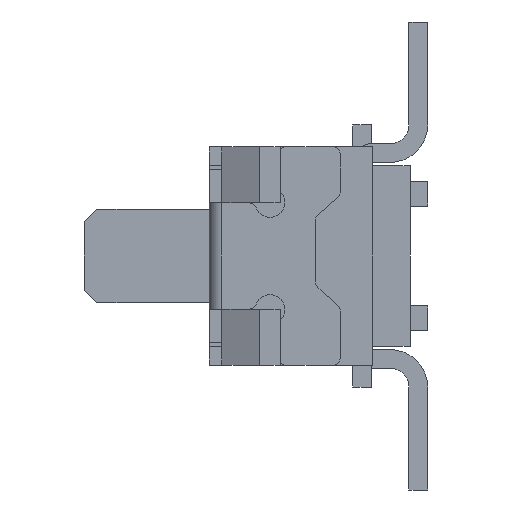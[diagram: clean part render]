
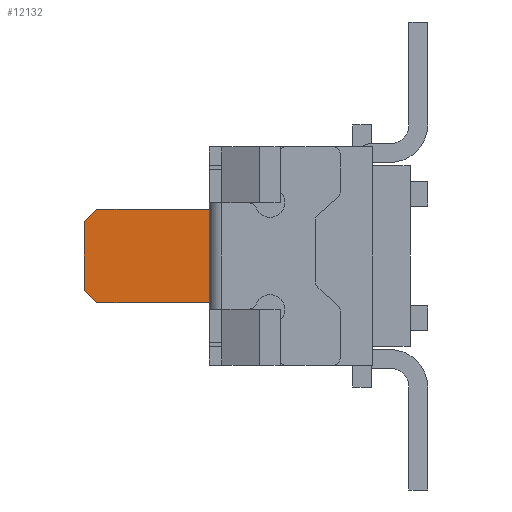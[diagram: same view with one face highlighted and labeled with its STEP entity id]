
A CAD part, left-side view. The second image highlights one B-rep face of the part: STEP entity #12132.
In plain terms, the highlighted planar face has unit normal (-1, 0, 0).
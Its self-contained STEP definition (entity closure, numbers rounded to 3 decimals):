
#1547 = VERTEX_POINT('',#1548);
#1548 = CARTESIAN_POINT('',(-1.75,5.22,0.55));
#1557 = PLANE('',#1558);
#1558 = AXIS2_PLACEMENT_3D('',#1559,#1560,#1561);
#1559 = CARTESIAN_POINT('',(-1.,5.12,0.65));
#1560 = DIRECTION('',(0.,0.707,0.707));
#1561 = DIRECTION('',(1.,0.,-0.));
#1569 = PLANE('',#1570);
#1570 = AXIS2_PLACEMENT_3D('',#1571,#1572,#1573);
#1571 = CARTESIAN_POINT('',(0.,5.22,0.));
#1572 = DIRECTION('',(0.,1.,0.));
#1573 = DIRECTION('',(1.,0.,-0.));
#1581 = EDGE_CURVE('',#1582,#1547,#1584,.T.);
#1582 = VERTEX_POINT('',#1583);
#1583 = CARTESIAN_POINT('',(-1.75,5.02,0.75));
#1584 = SURFACE_CURVE('',#1585,(#1589,#1596),.PCURVE_S1.);
#1585 = LINE('',#1586,#1587);
#1586 = CARTESIAN_POINT('',(-1.75,5.02,
    0.75));
#1587 = VECTOR('',#1588,1.);
#1588 = DIRECTION('',(0.,0.707,-0.707));
#1589 = PCURVE('',#1557,#1590);
#1590 = DEFINITIONAL_REPRESENTATION('',(#1591),#1595);
#1591 = LINE('',#1592,#1593);
#1592 = CARTESIAN_POINT('',(-0.75,-0.141));
#1593 = VECTOR('',#1594,1.);
#1594 = DIRECTION('',(0.,1.));
#1595 = ( GEOMETRIC_REPRESENTATION_CONTEXT(2) 
PARAMETRIC_REPRESENTATION_CONTEXT() REPRESENTATION_CONTEXT('2D SPACE',''
  ) );
#1596 = PCURVE('',#1597,#1602);
#1597 = PLANE('',#1598);
#1598 = AXIS2_PLACEMENT_3D('',#1599,#1600,#1601);
#1599 = CARTESIAN_POINT('',(-1.75,2.763,-0.75));
#1600 = DIRECTION('',(-1.,0.,0.));
#1601 = DIRECTION('',(0.,0.,1.));
#1602 = DEFINITIONAL_REPRESENTATION('',(#1603),#1607);
#1603 = LINE('',#1604,#1605);
#1604 = CARTESIAN_POINT('',(1.5,2.257));
#1605 = VECTOR('',#1606,1.);
#1606 = DIRECTION('',(-0.707,0.707));
#1607 = ( GEOMETRIC_REPRESENTATION_CONTEXT(2) 
PARAMETRIC_REPRESENTATION_CONTEXT() REPRESENTATION_CONTEXT('2D SPACE',''
  ) );
#1625 = PLANE('',#1626);
#1626 = AXIS2_PLACEMENT_3D('',#1627,#1628,#1629);
#1627 = CARTESIAN_POINT('',(-1.75,2.763,0.75));
#1628 = DIRECTION('',(0.,0.,1.));
#1629 = DIRECTION('',(1.,-0.,0.));
#1717 = PLANE('',#1718);
#1718 = AXIS2_PLACEMENT_3D('',#1719,#1720,#1721);
#1719 = CARTESIAN_POINT('',(0.,2.763,0.));
#1720 = DIRECTION('',(0.,1.,0.));
#1721 = DIRECTION('',(1.,0.,-0.));
#6952 = PLANE('',#6953);
#6953 = AXIS2_PLACEMENT_3D('',#6954,#6955,#6956);
#6954 = CARTESIAN_POINT('',(-0.25,2.763,-0.75));
#6955 = DIRECTION('',(0.,0.,-1.));
#6956 = DIRECTION('',(0.,-1.,0.));
#6972 = VERTEX_POINT('',#6973);
#6973 = CARTESIAN_POINT('',(-1.75,2.763,-0.75));
#6994 = EDGE_CURVE('',#6972,#6995,#6997,.T.);
#6995 = VERTEX_POINT('',#6996);
#6996 = CARTESIAN_POINT('',(-1.75,5.02,-0.75));
#6997 = SURFACE_CURVE('',#6998,(#7002,#7009),.PCURVE_S1.);
#6998 = LINE('',#6999,#7000);
#6999 = CARTESIAN_POINT('',(-1.75,2.763,
    -0.75));
#7000 = VECTOR('',#7001,1.);
#7001 = DIRECTION('',(0.,1.,0.));
#7002 = PCURVE('',#6952,#7003);
#7003 = DEFINITIONAL_REPRESENTATION('',(#7004),#7008);
#7004 = LINE('',#7005,#7006);
#7005 = CARTESIAN_POINT('',(0.,1.5));
#7006 = VECTOR('',#7007,1.);
#7007 = DIRECTION('',(-1.,-0.));
#7008 = ( GEOMETRIC_REPRESENTATION_CONTEXT(2) 
PARAMETRIC_REPRESENTATION_CONTEXT() REPRESENTATION_CONTEXT('2D SPACE',''
  ) );
#7009 = PCURVE('',#1597,#7010);
#7010 = DEFINITIONAL_REPRESENTATION('',(#7011),#7015);
#7011 = LINE('',#7012,#7013);
#7012 = CARTESIAN_POINT('',(0.,0.));
#7013 = VECTOR('',#7014,1.);
#7014 = DIRECTION('',(0.,1.));
#7015 = ( GEOMETRIC_REPRESENTATION_CONTEXT(2) 
PARAMETRIC_REPRESENTATION_CONTEXT() REPRESENTATION_CONTEXT('2D SPACE',''
  ) );
#7031 = PLANE('',#7032);
#7032 = AXIS2_PLACEMENT_3D('',#7033,#7034,#7035);
#7033 = CARTESIAN_POINT('',(-1.,5.12,-0.65));
#7034 = DIRECTION('',(0.,0.707,-0.707));
#7035 = DIRECTION('',(-1.,0.,0.));
#10372 = EDGE_CURVE('',#10373,#1547,#10375,.T.);
#10373 = VERTEX_POINT('',#10374);
#10374 = CARTESIAN_POINT('',(-1.75,5.22,-0.55));
#10375 = SURFACE_CURVE('',#10376,(#10380,#10387),.PCURVE_S1.);
#10376 = LINE('',#10377,#10378);
#10377 = CARTESIAN_POINT('',(-1.75,5.22,
    -0.55));
#10378 = VECTOR('',#10379,1.);
#10379 = DIRECTION('',(0.,0.,1.));
#10380 = PCURVE('',#1569,#10381);
#10381 = DEFINITIONAL_REPRESENTATION('',(#10382),#10386);
#10382 = LINE('',#10383,#10384);
#10383 = CARTESIAN_POINT('',(-1.75,0.55));
#10384 = VECTOR('',#10385,1.);
#10385 = DIRECTION('',(0.,-1.));
#10386 = ( GEOMETRIC_REPRESENTATION_CONTEXT(2) 
PARAMETRIC_REPRESENTATION_CONTEXT() REPRESENTATION_CONTEXT('2D SPACE',''
  ) );
#10387 = PCURVE('',#1597,#10388);
#10388 = DEFINITIONAL_REPRESENTATION('',(#10389),#10393);
#10389 = LINE('',#10390,#10391);
#10390 = CARTESIAN_POINT('',(0.2,2.457));
#10391 = VECTOR('',#10392,1.);
#10392 = DIRECTION('',(1.,0.));
#10393 = ( GEOMETRIC_REPRESENTATION_CONTEXT(2) 
PARAMETRIC_REPRESENTATION_CONTEXT() REPRESENTATION_CONTEXT('2D SPACE',''
  ) );
#12132 = ADVANCED_FACE('',(#12133),#1597,.T.);
#12133 = FACE_BOUND('',#12134,.T.);
#12134 = EDGE_LOOP('',(#12135,#12136,#12159,#12180,#12181,#12182));
#12135 = ORIENTED_EDGE('',*,*,#6994,.F.);
#12136 = ORIENTED_EDGE('',*,*,#12137,.T.);
#12137 = EDGE_CURVE('',#6972,#12138,#12140,.T.);
#12138 = VERTEX_POINT('',#12139);
#12139 = CARTESIAN_POINT('',(-1.75,2.763,0.75));
#12140 = SURFACE_CURVE('',#12141,(#12145,#12152),.PCURVE_S1.);
#12141 = LINE('',#12142,#12143);
#12142 = CARTESIAN_POINT('',(-1.75,2.763,
    -0.75));
#12143 = VECTOR('',#12144,1.);
#12144 = DIRECTION('',(0.,0.,1.));
#12145 = PCURVE('',#1597,#12146);
#12146 = DEFINITIONAL_REPRESENTATION('',(#12147),#12151);
#12147 = LINE('',#12148,#12149);
#12148 = CARTESIAN_POINT('',(0.,0.));
#12149 = VECTOR('',#12150,1.);
#12150 = DIRECTION('',(1.,0.));
#12151 = ( GEOMETRIC_REPRESENTATION_CONTEXT(2) 
PARAMETRIC_REPRESENTATION_CONTEXT() REPRESENTATION_CONTEXT('2D SPACE',''
  ) );
#12152 = PCURVE('',#1717,#12153);
#12153 = DEFINITIONAL_REPRESENTATION('',(#12154),#12158);
#12154 = LINE('',#12155,#12156);
#12155 = CARTESIAN_POINT('',(-1.75,0.75));
#12156 = VECTOR('',#12157,1.);
#12157 = DIRECTION('',(0.,-1.));
#12158 = ( GEOMETRIC_REPRESENTATION_CONTEXT(2) 
PARAMETRIC_REPRESENTATION_CONTEXT() REPRESENTATION_CONTEXT('2D SPACE',''
  ) );
#12159 = ORIENTED_EDGE('',*,*,#12160,.T.);
#12160 = EDGE_CURVE('',#12138,#1582,#12161,.T.);
#12161 = SURFACE_CURVE('',#12162,(#12166,#12173),.PCURVE_S1.);
#12162 = LINE('',#12163,#12164);
#12163 = CARTESIAN_POINT('',(-1.75,2.763,
    0.75));
#12164 = VECTOR('',#12165,1.);
#12165 = DIRECTION('',(0.,1.,0.));
#12166 = PCURVE('',#1597,#12167);
#12167 = DEFINITIONAL_REPRESENTATION('',(#12168),#12172);
#12168 = LINE('',#12169,#12170);
#12169 = CARTESIAN_POINT('',(1.5,0.));
#12170 = VECTOR('',#12171,1.);
#12171 = DIRECTION('',(0.,1.));
#12172 = ( GEOMETRIC_REPRESENTATION_CONTEXT(2) 
PARAMETRIC_REPRESENTATION_CONTEXT() REPRESENTATION_CONTEXT('2D SPACE',''
  ) );
#12173 = PCURVE('',#1625,#12174);
#12174 = DEFINITIONAL_REPRESENTATION('',(#12175),#12179);
#12175 = LINE('',#12176,#12177);
#12176 = CARTESIAN_POINT('',(0.,0.));
#12177 = VECTOR('',#12178,1.);
#12178 = DIRECTION('',(0.,1.));
#12179 = ( GEOMETRIC_REPRESENTATION_CONTEXT(2) 
PARAMETRIC_REPRESENTATION_CONTEXT() REPRESENTATION_CONTEXT('2D SPACE',''
  ) );
#12180 = ORIENTED_EDGE('',*,*,#1581,.T.);
#12181 = ORIENTED_EDGE('',*,*,#10372,.F.);
#12182 = ORIENTED_EDGE('',*,*,#12183,.T.);
#12183 = EDGE_CURVE('',#10373,#6995,#12184,.T.);
#12184 = SURFACE_CURVE('',#12185,(#12189,#12196),.PCURVE_S1.);
#12185 = LINE('',#12186,#12187);
#12186 = CARTESIAN_POINT('',(-1.75,5.22,
    -0.55));
#12187 = VECTOR('',#12188,1.);
#12188 = DIRECTION('',(0.,-0.707,-0.707));
#12189 = PCURVE('',#1597,#12190);
#12190 = DEFINITIONAL_REPRESENTATION('',(#12191),#12195);
#12191 = LINE('',#12192,#12193);
#12192 = CARTESIAN_POINT('',(0.2,2.457));
#12193 = VECTOR('',#12194,1.);
#12194 = DIRECTION('',(-0.707,-0.707));
#12195 = ( GEOMETRIC_REPRESENTATION_CONTEXT(2) 
PARAMETRIC_REPRESENTATION_CONTEXT() REPRESENTATION_CONTEXT('2D SPACE',''
  ) );
#12196 = PCURVE('',#7031,#12197);
#12197 = DEFINITIONAL_REPRESENTATION('',(#12198),#12202);
#12198 = LINE('',#12199,#12200);
#12199 = CARTESIAN_POINT('',(0.75,0.141));
#12200 = VECTOR('',#12201,1.);
#12201 = DIRECTION('',(-0.,-1.));
#12202 = ( GEOMETRIC_REPRESENTATION_CONTEXT(2) 
PARAMETRIC_REPRESENTATION_CONTEXT() REPRESENTATION_CONTEXT('2D SPACE',''
  ) );
